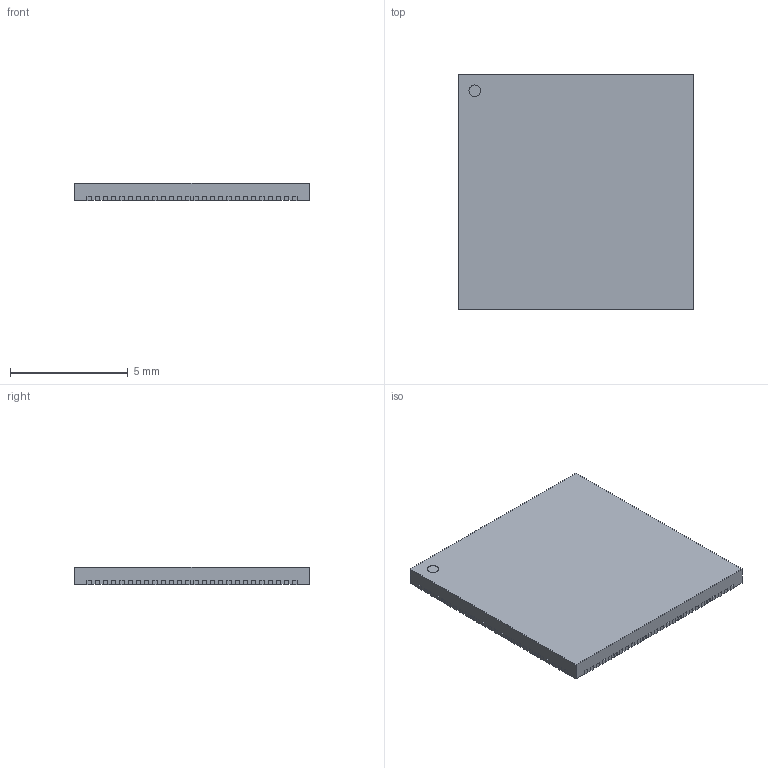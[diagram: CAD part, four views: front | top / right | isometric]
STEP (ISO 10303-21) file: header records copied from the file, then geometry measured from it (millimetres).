
FILE_DESCRIPTION(/* description */ ('model of QFN-104-1EP_10x10mm_Pitch0.35mm'),/* implementation_level */ '2;1');
FILE_NAME(/* name */ 'QFN-104-1EP_10x10mm_Pitch0.35mm.step',/* time_stamp */ '2024-09-08T03:51:48',/* author */ ('KiCAD','kicad'),/* organization */ ('OCCT'),/* preprocessor_version */ '',/* originating_system */ 'KiCAD',/* authorisation */ '');
FILE_SCHEMA(('AUTOMOTIVE_DESIGN { 1 0 10303 214 1 1 1 1 }'));
Length unit declared in the file: millimetre
Products named in the file (1): QFN-104-1EP_10x10mm_Pitch0.35mm
Bounding box: 10 x 10 x 0.75 mm (x, y, z)
Volume: 74 mm3; surface area: 231.9 mm2
Topology: 1 solids, 1 shells, 638 faces, 1902 edges, 1268 vertices
Faces by surface type: plane 533, cylinder 105
Full cylindrical faces by diameter (mm): 0.5 x1
Entity records: 26932 total; most frequent: CARTESIAN_POINT 3809, ORIENTED_EDGE 3804, DIRECTION 3390, EDGE_CURVE 1902, LINE 1692, VECTOR 1692, VERTEX_POINT 1268, AXIS2_PLACEMENT_3D 849
